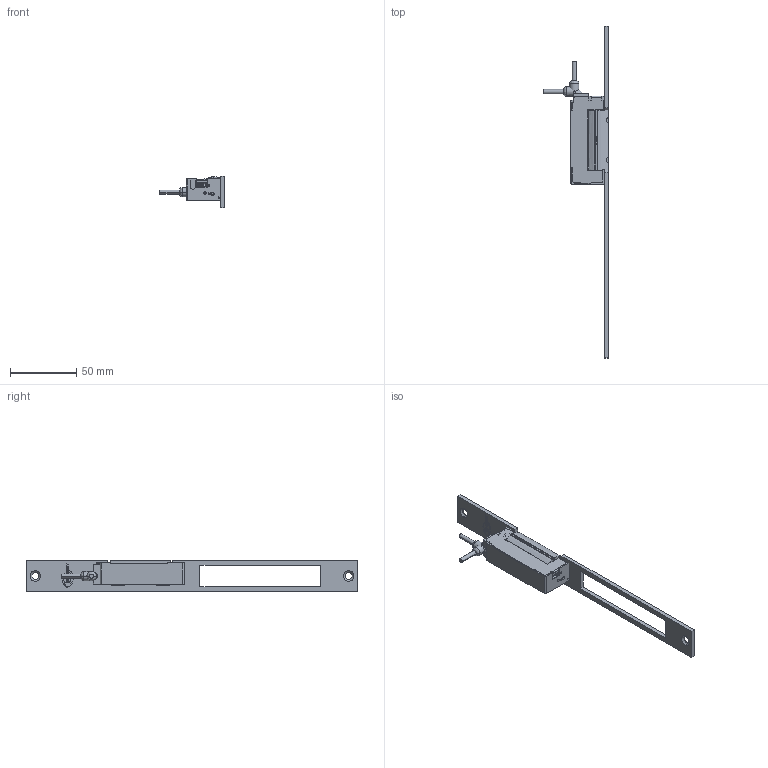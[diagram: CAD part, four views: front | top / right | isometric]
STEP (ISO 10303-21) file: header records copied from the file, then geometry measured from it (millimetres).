
FILE_DESCRIPTION (( 'STEP AP214' ), '1' );
FILE_NAME ('SEIP1203.step', '2025-03-31T08:47:39', ( '' ), ( '' ), 'SwSTEP 2.0', 'SolidWorks 2024', '' );
FILE_SCHEMA (( 'AUTOMOTIVE_DESIGN' ));
Length unit declared in the file: millimetre
Products named in the file (3): SEF203; SEIP1_CONNECTEUR REGLABLE; SEIP1203
Assembly tree (2 placements, depth 2):
  SEIP1203
    SEF203
    SEIP1_CONNECTEUR REGLABLE
Bounding box: 48.7 x 250 x 24 mm (x, y, z)
Volume: 22946.1 mm3; surface area: 27959.4 mm2
Topology: 13 solids, 13 shells, 1094 faces, 2921 edges, 1881 vertices
Faces by surface type: plane 673, cylinder 225, bspline 119, cone 77
Entity records: 35560 total; most frequent: CARTESIAN_POINT 9253, ORIENTED_EDGE 5838, DIRECTION 4793, EDGE_CURVE 2919, VECTOR 2013, LINE 2013, VERTEX_POINT 1881, AXIS2_PLACEMENT_3D 1390
